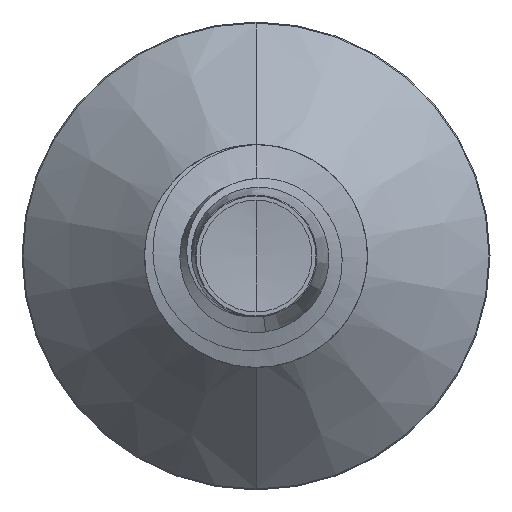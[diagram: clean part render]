
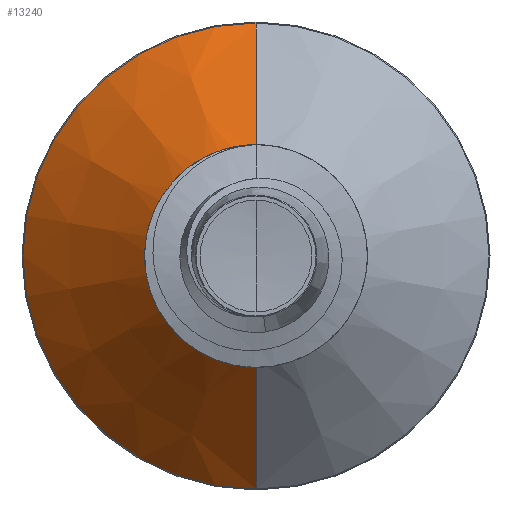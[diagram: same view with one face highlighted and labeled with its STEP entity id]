
A CAD part, front view. The second image highlights one B-rep face of the part: STEP entity #13240.
In plain terms, the highlighted conical face has half-angle 45 degrees and reference radius 1.857 mm.
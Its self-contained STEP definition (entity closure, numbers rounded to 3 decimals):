
#209 = CARTESIAN_POINT ( 'NONE',  ( 0., 5.957, -1.857 ) ) ;
#417 = LINE ( 'NONE', #4480, #11667 ) ;
#459 = AXIS2_PLACEMENT_3D ( 'NONE', #11975, #11921, #11911 ) ;
#619 = VECTOR ( 'NONE', #5392, 1000. ) ;
#1746 = CARTESIAN_POINT ( 'NONE',  ( 0., 8.282, -4.182 ) ) ;
#2130 = DIRECTION ( 'NONE',  ( 0., 0., 1. ) ) ;
#2157 = DIRECTION ( 'NONE',  ( 0., 1., 0. ) ) ;
#2163 = CARTESIAN_POINT ( 'NONE',  ( 0., 8.282, 0. ) ) ;
#2216 = CARTESIAN_POINT ( 'NONE',  ( 0., 5.957, 1.857 ) ) ;
#2686 = ORIENTED_EDGE ( 'NONE', *, *, #8161, .T. ) ;
#3262 = VERTEX_POINT ( 'NONE', #2216 ) ;
#3726 = AXIS2_PLACEMENT_3D ( 'NONE', #11408, #11349, #11564 ) ;
#3812 = EDGE_LOOP ( 'NONE', ( #8706, #13293, #2686, #9033 ) ) ;
#4031 = DIRECTION ( 'NONE',  ( 0., 0.707, 0.707 ) ) ;
#4480 = CARTESIAN_POINT ( 'NONE',  ( 0., 5.957, 1.857 ) ) ;
#4564 = CONICAL_SURFACE ( 'NONE', #3726, 1.857, 0.785 ) ;
#5392 = DIRECTION ( 'NONE',  ( 0., 0.707, -0.707 ) ) ;
#5837 = EDGE_CURVE ( 'NONE', #12597, #9735, #13039, .T. ) ;
#6392 = VERTEX_POINT ( 'NONE', #209 ) ;
#7249 = EDGE_CURVE ( 'NONE', #6392, #12597, #9571, .T. ) ;
#8161 = EDGE_CURVE ( 'NONE', #3262, #9735, #417, .T. ) ;
#8216 = FACE_OUTER_BOUND ( 'NONE', #3812, .T. ) ;
#8599 = CARTESIAN_POINT ( 'NONE',  ( 0., 5.957, -1.857 ) ) ;
#8706 = ORIENTED_EDGE ( 'NONE', *, *, #7249, .F. ) ;
#9033 = ORIENTED_EDGE ( 'NONE', *, *, #5837, .F. ) ;
#9571 = LINE ( 'NONE', #8599, #619 ) ;
#9735 = VERTEX_POINT ( 'NONE', #10708 ) ;
#10708 = CARTESIAN_POINT ( 'NONE',  ( 0., 8.282, 4.182 ) ) ;
#11241 = CIRCLE ( 'NONE', #459, 1.857 ) ;
#11349 = DIRECTION ( 'NONE',  ( 0., 1., 0. ) ) ;
#11408 = CARTESIAN_POINT ( 'NONE',  ( 0., 5.957, 0. ) ) ;
#11495 = AXIS2_PLACEMENT_3D ( 'NONE', #2163, #2157, #2130 ) ;
#11564 = DIRECTION ( 'NONE',  ( 0., 0., 1. ) ) ;
#11667 = VECTOR ( 'NONE', #4031, 1000. ) ;
#11911 = DIRECTION ( 'NONE',  ( 0., 0., 1. ) ) ;
#11921 = DIRECTION ( 'NONE',  ( 0., 1., 0. ) ) ;
#11975 = CARTESIAN_POINT ( 'NONE',  ( 0., 5.957, 0. ) ) ;
#12597 = VERTEX_POINT ( 'NONE', #1746 ) ;
#13039 = CIRCLE ( 'NONE', #11495, 4.182 ) ;
#13096 = EDGE_CURVE ( 'NONE', #6392, #3262, #11241, .T. ) ;
#13240 = ADVANCED_FACE ( 'NONE', ( #8216 ), #4564, .T. ) ;
#13293 = ORIENTED_EDGE ( 'NONE', *, *, #13096, .T. ) ;
